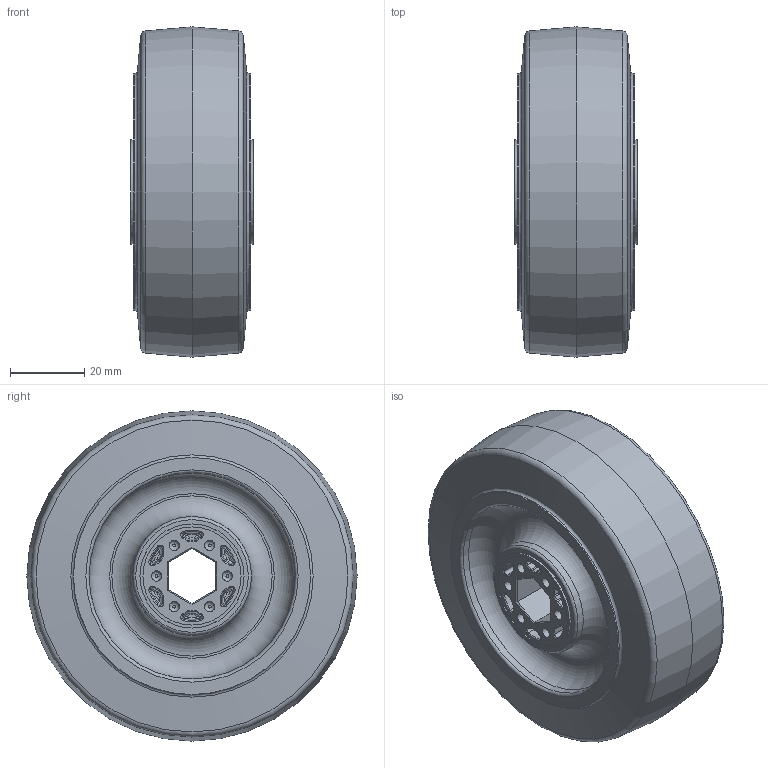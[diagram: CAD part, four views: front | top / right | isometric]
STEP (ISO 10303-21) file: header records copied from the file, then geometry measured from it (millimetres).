
FILE_DESCRIPTION(/* description */ ('STEP AP203'),/* implementation_level */ '2;1');
FILE_NAME(/* name */ 'Coulson 3.5in_MIR1.ipt.step',/* time_stamp */ '2020-04-16T23:23:00-04:00',/* author */ ('IFMI-VEX04'),/* organization */ (''),/* preprocessor_version */ 'ST-DEVELOPER v17',/* originating_system */ 'Autodesk Inventor 2019',/* authorisation */ '');
FILE_SCHEMA (('AUTOMOTIVE_DESIGN { 1 0 10303 214 3 1 1 }'));
Length unit declared in the file: millimetre
Products named in the file (1): Coulson 3.5in_MIR1
Bounding box: 33.1 x 88.9 x 88.9 mm (x, y, z)
Volume: 153499.2 mm3; surface area: 27112.5 mm2
Topology: 1 solids, 25 shells, 546 faces, 1288 edges, 812 vertices
Faces by surface type: bspline 216, cone 108, torus 84, plane 76, cylinder 62
Full cylindrical faces by diameter (mm): 2.75 x12, 63.83 x2
Entity records: 31796 total; most frequent: CARTESIAN_POINT 20652, ORIENTED_EDGE 2552, DIRECTION 1915, EDGE_CURVE 1276, AXIS2_PLACEMENT_3D 819, VERTEX_POINT 812, EDGE_LOOP 580, FACE_OUTER_BOUND 546
